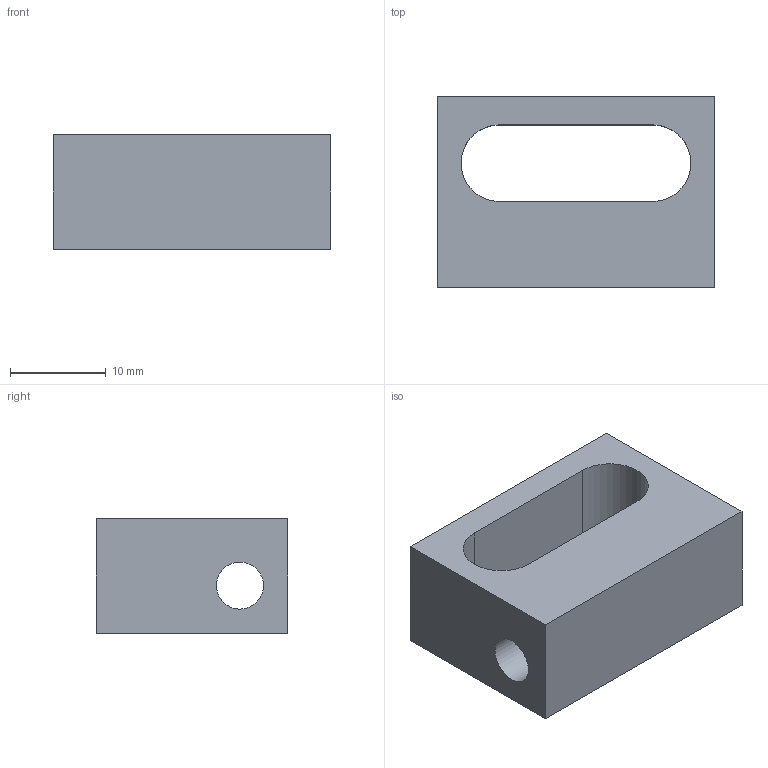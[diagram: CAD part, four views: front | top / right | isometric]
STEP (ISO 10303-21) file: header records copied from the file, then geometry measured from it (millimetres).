
FILE_DESCRIPTION((''),'2;1');
FILE_NAME('622912.ipt.stp','2010-09-05T12:23:00',(''),(''),'Autodesk Inventor 2010','Autodesk Inventor 2010','');
FILE_SCHEMA(('AUTOMOTIVE_DESIGN { 1 0 10303 214 1 1 1 1 }'));
Length unit declared in the file: millimetre
Products named in the file (1): 622912
Bounding box: 29 x 20 x 12 mm (x, y, z)
Volume: 4270 mm3; surface area: 3074.9 mm2
Topology: 1 solids, 1 shells, 11 faces, 28 edges, 19 vertices
Faces by surface type: plane 8, cylinder 2, bspline 1
Entity records: 369 total; most frequent: CARTESIAN_POINT 73, DIRECTION 54, ORIENTED_EDGE 52, EDGE_CURVE 26, VECTOR 20, LINE 20, VERTEX_POINT 18, AXIS2_PLACEMENT_3D 17
